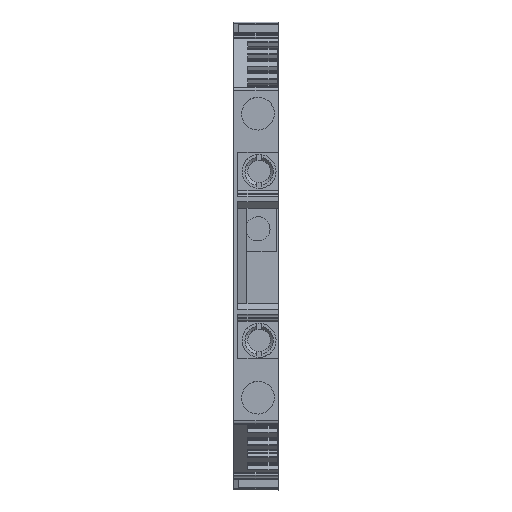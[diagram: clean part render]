
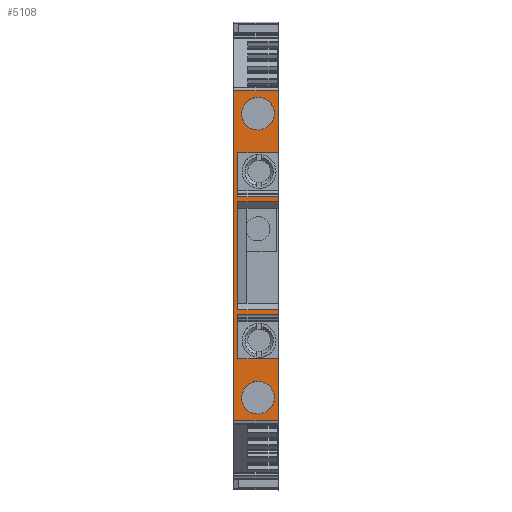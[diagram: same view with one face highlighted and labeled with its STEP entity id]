
A CAD part, top view. The second image highlights one B-rep face of the part: STEP entity #5108.
In plain terms, the highlighted planar face has unit normal (0, 0, 1).
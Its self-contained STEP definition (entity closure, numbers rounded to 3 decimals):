
#4949=AXIS2_PLACEMENT_3D('Plane Axis2P3D',#4946,#4947,#4948) ;
#5074=AXIS2_PLACEMENT_3D('Circle Axis2P3D',#5072,#5073,$) ;
#5083=AXIS2_PLACEMENT_3D('Circle Axis2P3D',#5081,#5082,$) ;
#5092=AXIS2_PLACEMENT_3D('Circle Axis2P3D',#5090,#5091,$) ;
#5101=AXIS2_PLACEMENT_3D('Circle Axis2P3D',#5099,#5100,$) ;
#4924=CARTESIAN_POINT('Vertex',(7.9,12.193,49.55)) ;
#4927=CARTESIAN_POINT('Line Origine',(3.95,12.193,49.55)) ;
#4931=CARTESIAN_POINT('Vertex',(0.,12.193,49.55)) ;
#4946=CARTESIAN_POINT('Axis2P3D Location',(7.9,70.493,49.55)) ;
#4951=CARTESIAN_POINT('Line Origine',(7.9,31.383,49.55)) ;
#4955=CARTESIAN_POINT('Vertex',(7.9,30.968,49.55)) ;
#4957=CARTESIAN_POINT('Vertex',(7.9,31.799,49.55)) ;
#4960=CARTESIAN_POINT('Line Origine',(4.325,31.799,49.55)) ;
#4964=CARTESIAN_POINT('Vertex',(0.75,31.799,49.55)) ;
#4967=CARTESIAN_POINT('Line Origine',(0.75,41.343,49.55)) ;
#4971=CARTESIAN_POINT('Vertex',(0.75,50.888,49.55)) ;
#4974=CARTESIAN_POINT('Line Origine',(4.325,50.888,49.55)) ;
#4978=CARTESIAN_POINT('Vertex',(7.9,50.888,49.55)) ;
#4981=CARTESIAN_POINT('Line Origine',(7.9,51.303,49.55)) ;
#4985=CARTESIAN_POINT('Vertex',(7.9,51.718,49.55)) ;
#4988=CARTESIAN_POINT('Line Origine',(4.325,51.718,49.55)) ;
#4992=CARTESIAN_POINT('Vertex',(0.75,51.718,49.55)) ;
#4995=CARTESIAN_POINT('Line Origine',(0.75,55.656,49.55)) ;
#4999=CARTESIAN_POINT('Vertex',(0.75,59.593,49.55)) ;
#5002=CARTESIAN_POINT('Line Origine',(4.325,59.593,49.55)) ;
#5006=CARTESIAN_POINT('Vertex',(7.9,59.593,49.55)) ;
#5009=CARTESIAN_POINT('Line Origine',(7.9,65.043,49.55)) ;
#5013=CARTESIAN_POINT('Vertex',(7.9,70.493,49.55)) ;
#5016=CARTESIAN_POINT('Line Origine',(3.95,70.493,49.55)) ;
#5020=CARTESIAN_POINT('Vertex',(0.,70.493,49.55)) ;
#5023=CARTESIAN_POINT('Line Origine',(0.,41.343,49.55)) ;
#5028=CARTESIAN_POINT('Line Origine',(7.9,17.643,49.55)) ;
#5032=CARTESIAN_POINT('Vertex',(7.9,23.093,49.55)) ;
#5035=CARTESIAN_POINT('Line Origine',(4.325,23.093,49.55)) ;
#5039=CARTESIAN_POINT('Vertex',(0.75,23.093,49.55)) ;
#5042=CARTESIAN_POINT('Line Origine',(0.75,27.031,49.55)) ;
#5046=CARTESIAN_POINT('Vertex',(0.75,30.968,49.55)) ;
#5049=CARTESIAN_POINT('Line Origine',(4.325,30.968,49.55)) ;
#5072=CARTESIAN_POINT('Axis2P3D Location',(4.3,16.243,49.55)) ;
#5076=CARTESIAN_POINT('Vertex',(1.755,17.634,49.55)) ;
#5078=CARTESIAN_POINT('Vertex',(6.845,14.853,49.55)) ;
#5081=CARTESIAN_POINT('Axis2P3D Location',(4.3,16.243,49.55)) ;
#5090=CARTESIAN_POINT('Axis2P3D Location',(4.3,66.443,49.55)) ;
#5094=CARTESIAN_POINT('Vertex',(1.755,67.834,49.55)) ;
#5096=CARTESIAN_POINT('Vertex',(6.845,65.053,49.55)) ;
#5099=CARTESIAN_POINT('Axis2P3D Location',(4.3,66.443,49.55)) ;
#4928=DIRECTION('Vector Direction',(-1.,0.,0.)) ;
#4947=DIRECTION('Axis2P3D Direction',(0.,0.,1.)) ;
#4948=DIRECTION('Axis2P3D XDirection',(0.,-1.,0.)) ;
#4952=DIRECTION('Vector Direction',(0.,-1.,0.)) ;
#4961=DIRECTION('Vector Direction',(1.,0.,0.)) ;
#4968=DIRECTION('Vector Direction',(0.,1.,0.)) ;
#4975=DIRECTION('Vector Direction',(1.,0.,0.)) ;
#4982=DIRECTION('Vector Direction',(0.,-1.,0.)) ;
#4989=DIRECTION('Vector Direction',(1.,0.,0.)) ;
#4996=DIRECTION('Vector Direction',(0.,1.,0.)) ;
#5003=DIRECTION('Vector Direction',(1.,0.,0.)) ;
#5010=DIRECTION('Vector Direction',(0.,-1.,0.)) ;
#5017=DIRECTION('Vector Direction',(1.,0.,0.)) ;
#5024=DIRECTION('Vector Direction',(0.,-1.,0.)) ;
#5029=DIRECTION('Vector Direction',(0.,-1.,0.)) ;
#5036=DIRECTION('Vector Direction',(1.,0.,0.)) ;
#5043=DIRECTION('Vector Direction',(0.,-1.,0.)) ;
#5050=DIRECTION('Vector Direction',(1.,0.,0.)) ;
#5073=DIRECTION('Axis2P3D Direction',(0.,0.,1.)) ;
#5082=DIRECTION('Axis2P3D Direction',(0.,0.,1.)) ;
#5091=DIRECTION('Axis2P3D Direction',(0.,0.,1.)) ;
#5100=DIRECTION('Axis2P3D Direction',(0.,0.,1.)) ;
#4929=VECTOR('Line Direction',#4928,1.) ;
#4953=VECTOR('Line Direction',#4952,1.) ;
#4962=VECTOR('Line Direction',#4961,1.) ;
#4969=VECTOR('Line Direction',#4968,1.) ;
#4976=VECTOR('Line Direction',#4975,1.) ;
#4983=VECTOR('Line Direction',#4982,1.) ;
#4990=VECTOR('Line Direction',#4989,1.) ;
#4997=VECTOR('Line Direction',#4996,1.) ;
#5004=VECTOR('Line Direction',#5003,1.) ;
#5011=VECTOR('Line Direction',#5010,1.) ;
#5018=VECTOR('Line Direction',#5017,1.) ;
#5025=VECTOR('Line Direction',#5024,1.) ;
#5030=VECTOR('Line Direction',#5029,1.) ;
#5037=VECTOR('Line Direction',#5036,1.) ;
#5044=VECTOR('Line Direction',#5043,1.) ;
#5051=VECTOR('Line Direction',#5050,1.) ;
#5055=ORIENTED_EDGE('',*,*,#4959,.T.) ;
#5056=ORIENTED_EDGE('',*,*,#4966,.F.) ;
#5057=ORIENTED_EDGE('',*,*,#4973,.T.) ;
#5058=ORIENTED_EDGE('',*,*,#4980,.T.) ;
#5059=ORIENTED_EDGE('',*,*,#4987,.T.) ;
#5060=ORIENTED_EDGE('',*,*,#4994,.F.) ;
#5061=ORIENTED_EDGE('',*,*,#5001,.T.) ;
#5062=ORIENTED_EDGE('',*,*,#5008,.T.) ;
#5063=ORIENTED_EDGE('',*,*,#5015,.T.) ;
#5064=ORIENTED_EDGE('',*,*,#5022,.F.) ;
#5065=ORIENTED_EDGE('',*,*,#5027,.F.) ;
#5066=ORIENTED_EDGE('',*,*,#4933,.T.) ;
#5067=ORIENTED_EDGE('',*,*,#5034,.T.) ;
#5068=ORIENTED_EDGE('',*,*,#5041,.F.) ;
#5069=ORIENTED_EDGE('',*,*,#5048,.T.) ;
#5070=ORIENTED_EDGE('',*,*,#5053,.T.) ;
#5087=ORIENTED_EDGE('',*,*,#5080,.F.) ;
#5088=ORIENTED_EDGE('',*,*,#5085,.F.) ;
#5105=ORIENTED_EDGE('',*,*,#5098,.F.) ;
#5106=ORIENTED_EDGE('',*,*,#5103,.F.) ;
#5089=FACE_BOUND('',#5086,.T.) ;
#5107=FACE_BOUND('',#5104,.T.) ;
#5108=ADVANCED_FACE('KLTR',(#5071,#5089,#5107),#4950,.T.) ;
#5075=CIRCLE('generated circle',#5074,2.9) ;
#5084=CIRCLE('generated circle',#5083,2.9) ;
#5093=CIRCLE('generated circle',#5092,2.9) ;
#5102=CIRCLE('generated circle',#5101,2.9) ;
#4933=EDGE_CURVE('',#4932,#4925,#4930,.F.) ;
#4959=EDGE_CURVE('',#4956,#4958,#4954,.F.) ;
#4966=EDGE_CURVE('',#4965,#4958,#4963,.T.) ;
#4973=EDGE_CURVE('',#4965,#4972,#4970,.T.) ;
#4980=EDGE_CURVE('',#4972,#4979,#4977,.T.) ;
#4987=EDGE_CURVE('',#4979,#4986,#4984,.F.) ;
#4994=EDGE_CURVE('',#4993,#4986,#4991,.T.) ;
#5001=EDGE_CURVE('',#4993,#5000,#4998,.T.) ;
#5008=EDGE_CURVE('',#5000,#5007,#5005,.T.) ;
#5015=EDGE_CURVE('',#5007,#5014,#5012,.F.) ;
#5022=EDGE_CURVE('',#5021,#5014,#5019,.T.) ;
#5027=EDGE_CURVE('',#4932,#5021,#5026,.F.) ;
#5034=EDGE_CURVE('',#4925,#5033,#5031,.F.) ;
#5041=EDGE_CURVE('',#5040,#5033,#5038,.T.) ;
#5048=EDGE_CURVE('',#5040,#5047,#5045,.F.) ;
#5053=EDGE_CURVE('',#5047,#4956,#5052,.T.) ;
#5080=EDGE_CURVE('',#5077,#5079,#5075,.T.) ;
#5085=EDGE_CURVE('',#5079,#5077,#5084,.T.) ;
#5098=EDGE_CURVE('',#5095,#5097,#5093,.T.) ;
#5103=EDGE_CURVE('',#5097,#5095,#5102,.T.) ;
#5054=EDGE_LOOP('',(#5055,#5056,#5057,#5058,#5059,#5060,#5061,#5062,#5063,#5064,#5065,#5066,#5067,#5068,#5069,#5070)) ;
#5086=EDGE_LOOP('',(#5087,#5088)) ;
#5104=EDGE_LOOP('',(#5105,#5106)) ;
#5071=FACE_OUTER_BOUND('',#5054,.T.) ;
#4930=LINE('Line',#4927,#4929) ;
#4954=LINE('Line',#4951,#4953) ;
#4963=LINE('Line',#4960,#4962) ;
#4970=LINE('Line',#4967,#4969) ;
#4977=LINE('Line',#4974,#4976) ;
#4984=LINE('Line',#4981,#4983) ;
#4991=LINE('Line',#4988,#4990) ;
#4998=LINE('Line',#4995,#4997) ;
#5005=LINE('Line',#5002,#5004) ;
#5012=LINE('Line',#5009,#5011) ;
#5019=LINE('Line',#5016,#5018) ;
#5026=LINE('Line',#5023,#5025) ;
#5031=LINE('Line',#5028,#5030) ;
#5038=LINE('Line',#5035,#5037) ;
#5045=LINE('Line',#5042,#5044) ;
#5052=LINE('Line',#5049,#5051) ;
#4950=PLANE('',#4949) ;
#4925=VERTEX_POINT('',#4924) ;
#4932=VERTEX_POINT('',#4931) ;
#4956=VERTEX_POINT('',#4955) ;
#4958=VERTEX_POINT('',#4957) ;
#4965=VERTEX_POINT('',#4964) ;
#4972=VERTEX_POINT('',#4971) ;
#4979=VERTEX_POINT('',#4978) ;
#4986=VERTEX_POINT('',#4985) ;
#4993=VERTEX_POINT('',#4992) ;
#5000=VERTEX_POINT('',#4999) ;
#5007=VERTEX_POINT('',#5006) ;
#5014=VERTEX_POINT('',#5013) ;
#5021=VERTEX_POINT('',#5020) ;
#5033=VERTEX_POINT('',#5032) ;
#5040=VERTEX_POINT('',#5039) ;
#5047=VERTEX_POINT('',#5046) ;
#5077=VERTEX_POINT('',#5076) ;
#5079=VERTEX_POINT('',#5078) ;
#5095=VERTEX_POINT('',#5094) ;
#5097=VERTEX_POINT('',#5096) ;
